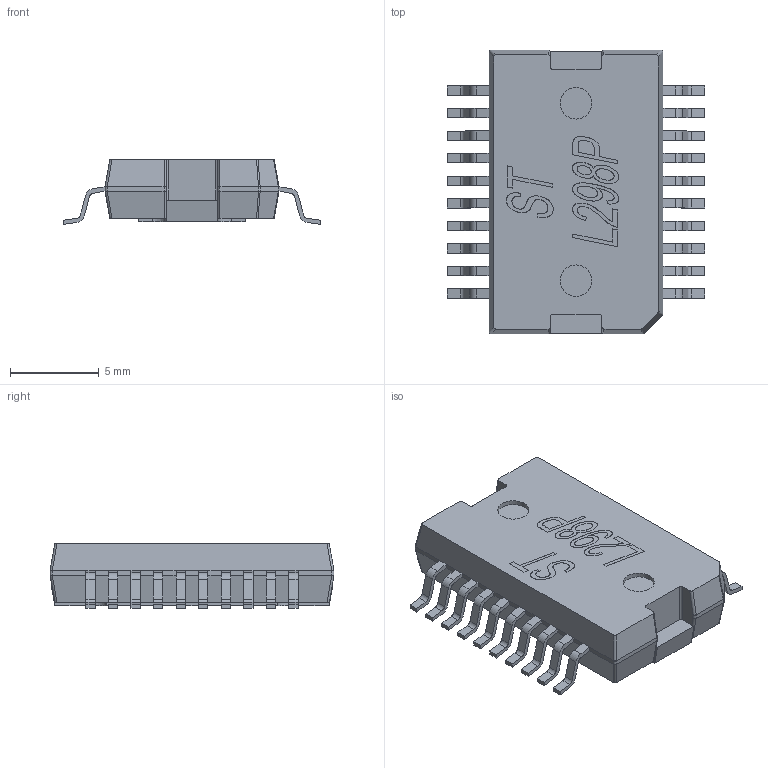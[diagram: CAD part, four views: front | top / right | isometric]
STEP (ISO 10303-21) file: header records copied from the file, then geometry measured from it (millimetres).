
FILE_DESCRIPTION(/* description */ (''),/* implementation_level */ '2;1');
FILE_NAME(/* name */ 'L298_PowerSO20.stp',/* time_stamp */ '2017-03-10T11:53:59-05:00',/* author */ (''),/* organization */ (''),/* preprocessor_version */ 'ST-DEVELOPER v15',/* originating_system */ 'SIEMENS PLM Software NX 9.0',/* authorisation */ '');
FILE_SCHEMA (('AUTOMOTIVE_DESIGN { 1 0 10303 214 3 1 1 1 }'));
Length unit declared in the file: inch
Products named in the file (1): L298_PowerSO20
Bounding box: 14.5 x 16 x 3.65 mm (x, y, z)
Volume: 504 mm3; surface area: 792.9 mm2
Topology: 2 solids, 2 shells, 428 faces, 1193 edges, 818 vertices
Faces by surface type: plane 289, cylinder 121, extrusion 18
Full cylindrical faces by diameter (mm): 1.778 x2
Entity records: 17612 total; most frequent: CARTESIAN_POINT 3499, ORIENTED_EDGE 2286, DIRECTION 2186, EDGE_CURVE 1143, VECTOR 862, LINE 844, VERTEX_POINT 734, AXIS2_PLACEMENT_3D 662
